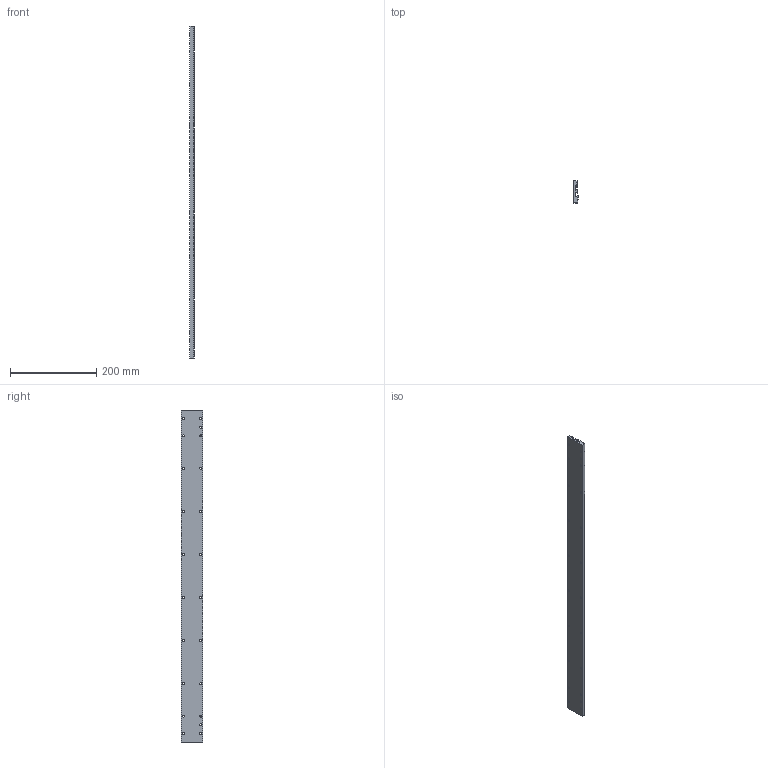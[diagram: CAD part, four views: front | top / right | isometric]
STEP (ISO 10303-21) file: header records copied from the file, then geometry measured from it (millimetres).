
FILE_DESCRIPTION(/* description */ ('STEP AP214'),/* implementation_level */ '2;1');
FILE_NAME(/* name */ '525699_SLG-S-18-600',/* time_stamp */ '2024-09-15T07:15:00+02:00',/* author */ ('License CC BY-ND 4.0'),/* organization */ ('CADENAS'),/* preprocessor_version */ 'ST-DEVELOPER v19.3',/* originating_system */ 'PARTsolutions',/* authorisation */ ' ');
FILE_SCHEMA (('AUTOMOTIVE_DESIGN {1 0 10303 214 3 1 1}'));
Length unit declared in the file: millimetre
Products named in the file (1): 525699 SLG-S-18-600
Bounding box: 10.3 x 50 x 771 mm (x, y, z)
Volume: 264265.1 mm3; surface area: 118889.6 mm2
Topology: 1 solids, 1 shells, 250 faces, 746 edges, 496 vertices
Faces by surface type: plane 162, cylinder 88
Full cylindrical faces by diameter (mm): 4.5 x20, 5 x2, 7.5 x20
Entity records: 8206 total; most frequent: CARTESIAN_POINT 1527, DIRECTION 1382, ORIENTED_EDGE 1364, EDGE_CURVE 682, AXIS2_PLACEMENT_3D 489, VERTEX_POINT 474, LINE 404, VECTOR 404
